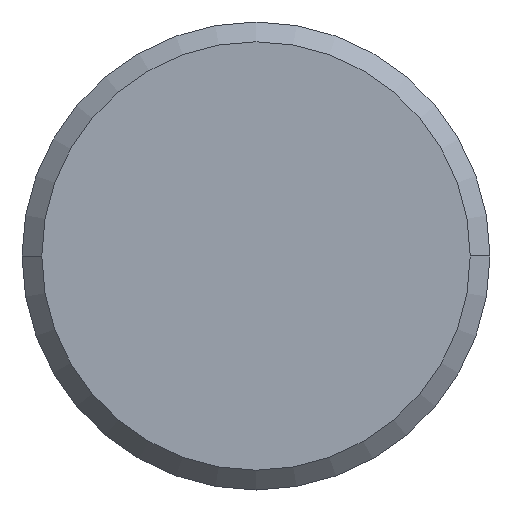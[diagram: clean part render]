
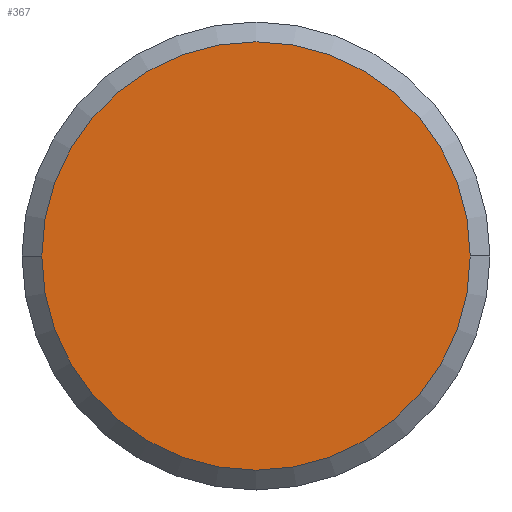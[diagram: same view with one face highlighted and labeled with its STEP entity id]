
A CAD part, front view. The second image highlights one B-rep face of the part: STEP entity #367.
In plain terms, the highlighted planar face has unit normal (0, -1, 0).
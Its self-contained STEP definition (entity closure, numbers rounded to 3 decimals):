
#237=EDGE_CURVE('',#455,#293,#579,.T.);
#293=VERTEX_POINT('',#642);
#367=ADVANCED_FACE('',(#723),#724,.T.);
#455=VERTEX_POINT('',#819);
#491=EDGE_CURVE('',#293,#455,#860,.T.);
#579=CIRCLE('',#1011,7.323);
#642=CARTESIAN_POINT('',(-7.323,-19.338,0.0));
#723=FACE_OUTER_BOUND('',#1239,.T.);
#724=PLANE('',#1240);
#819=CARTESIAN_POINT('',(7.323,-19.338,0.));
#860=CIRCLE('',#1455,7.323);
#1011=AXIS2_PLACEMENT_3D('',#1566,#1567,#1568);
#1239=EDGE_LOOP('',(#1740,#1741));
#1240=AXIS2_PLACEMENT_3D('',#1742,#1743,#1744);
#1455=AXIS2_PLACEMENT_3D('',#1879,#1880,#1881);
#1566=CARTESIAN_POINT('',(0.,-19.338,0.0));
#1567=DIRECTION('',(0.,1.0,0.0));
#1568=DIRECTION('',(-1.0,0.,0.0));
#1740=ORIENTED_EDGE('',*,*,#491,.F.);
#1741=ORIENTED_EDGE('',*,*,#237,.F.);
#1742=CARTESIAN_POINT('',(-3.662,-19.338,0.0));
#1743=DIRECTION('',(0.,-1.0,0.0));
#1744=DIRECTION('',(1.0,0.,0.0));
#1879=CARTESIAN_POINT('',(0.,-19.338,0.0));
#1880=DIRECTION('',(0.,1.0,0.0));
#1881=DIRECTION('',(-1.0,0.,0.0));
